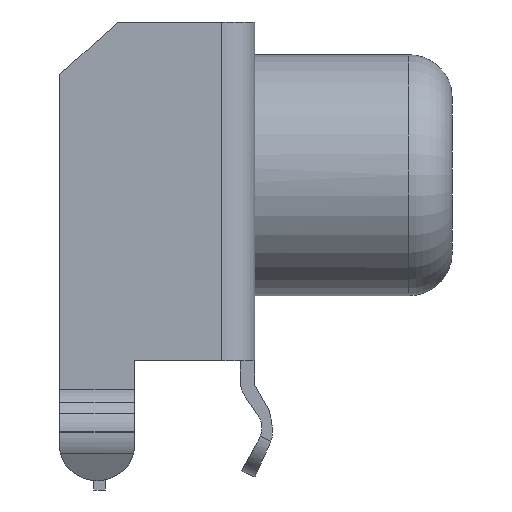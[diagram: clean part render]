
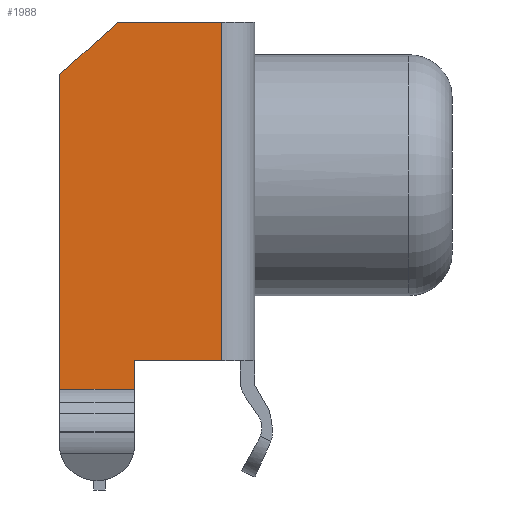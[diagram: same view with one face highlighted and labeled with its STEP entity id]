
A CAD part, left-side view. The second image highlights one B-rep face of the part: STEP entity #1988.
In plain terms, the highlighted planar face has unit normal (-1, 0, 0).
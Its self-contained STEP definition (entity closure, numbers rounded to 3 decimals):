
#192=ORIENTED_EDGE('',*,*,#582,.T.);
#193=ORIENTED_EDGE('',*,*,#622,.T.);
#194=ORIENTED_EDGE('',*,*,#620,.F.);
#195=ORIENTED_EDGE('',*,*,#606,.F.);
#196=ORIENTED_EDGE('',*,*,#623,.T.);
#197=ORIENTED_EDGE('',*,*,#624,.F.);
#198=ORIENTED_EDGE('',*,*,#625,.F.);
#582=EDGE_CURVE('',#799,#798,#944,.T.);
#606=EDGE_CURVE('',#822,#819,#961,.T.);
#620=EDGE_CURVE('',#819,#833,#972,.T.);
#622=EDGE_CURVE('',#798,#833,#973,.F.);
#623=EDGE_CURVE('',#822,#834,#974,.T.);
#624=EDGE_CURVE('',#835,#834,#975,.T.);
#625=EDGE_CURVE('',#799,#835,#976,.T.);
#798=VERTEX_POINT('',#2668);
#799=VERTEX_POINT('',#2670);
#819=VERTEX_POINT('',#2713);
#822=VERTEX_POINT('',#2718);
#833=VERTEX_POINT('',#2746);
#834=VERTEX_POINT('',#2751);
#835=VERTEX_POINT('',#2753);
#944=LINE('',#2669,#1083);
#961=LINE('',#2719,#1100);
#972=LINE('',#2745,#1111);
#973=LINE('',#2749,#1112);
#974=LINE('',#2750,#1113);
#975=LINE('',#2752,#1114);
#976=LINE('',#2754,#1115);
#1083=VECTOR('',#2233,1000.);
#1100=VECTOR('',#2268,1000.);
#1111=VECTOR('',#2289,1000.);
#1112=VECTOR('',#2294,1000.);
#1113=VECTOR('',#2295,1000.);
#1114=VECTOR('',#2296,1000.);
#1115=VECTOR('',#2297,1000.);
#1217=EDGE_LOOP('',(#192,#193,#194,#195,#196,#197,#198));
#1302=FACE_BOUND('',#1217,.T.);
#1387=PLANE('',#2086);
#1988=ADVANCED_FACE('',(#1302),#1387,.T.);
#2086=AXIS2_PLACEMENT_3D('',#2748,#2292,#2293);
#2233=DIRECTION('',(0.,-1.,0.));
#2268=DIRECTION('',(0.,-0.746,0.666));
#2289=DIRECTION('',(0.,-1.,0.));
#2292=DIRECTION('',(-1.,0.,0.));
#2293=DIRECTION('',(0.,0.,1.));
#2294=DIRECTION('',(0.,0.,-1.));
#2295=DIRECTION('',(0.,0.,-1.));
#2296=DIRECTION('',(0.,1.,0.));
#2297=DIRECTION('',(0.,0.,-1.));
#2668=CARTESIAN_POINT('',(-5.3,1.162,-5.9));
#2669=CARTESIAN_POINT('',(-5.3,6.8,-5.9));
#2670=CARTESIAN_POINT('',(-5.3,4.2,-5.9));
#2713=CARTESIAN_POINT('',(-5.3,4.754,5.9));
#2718=CARTESIAN_POINT('',(-5.3,6.8,4.072));
#2719=CARTESIAN_POINT('',(-5.3,5.892,4.884));
#2745=CARTESIAN_POINT('',(-5.3,6.8,5.9));
#2746=CARTESIAN_POINT('',(-5.3,1.162,5.9));
#2748=CARTESIAN_POINT('',(-5.3,6.8,5.9));
#2749=CARTESIAN_POINT('',(-5.3,1.162,5.9));
#2750=CARTESIAN_POINT('',(-5.3,6.8,5.9));
#2751=CARTESIAN_POINT('',(-5.3,6.8,-6.895));
#2752=CARTESIAN_POINT('',(-5.3,4.2,-6.895));
#2753=CARTESIAN_POINT('',(-5.3,4.2,-6.895));
#2754=CARTESIAN_POINT('',(-5.3,4.2,-5.9));
